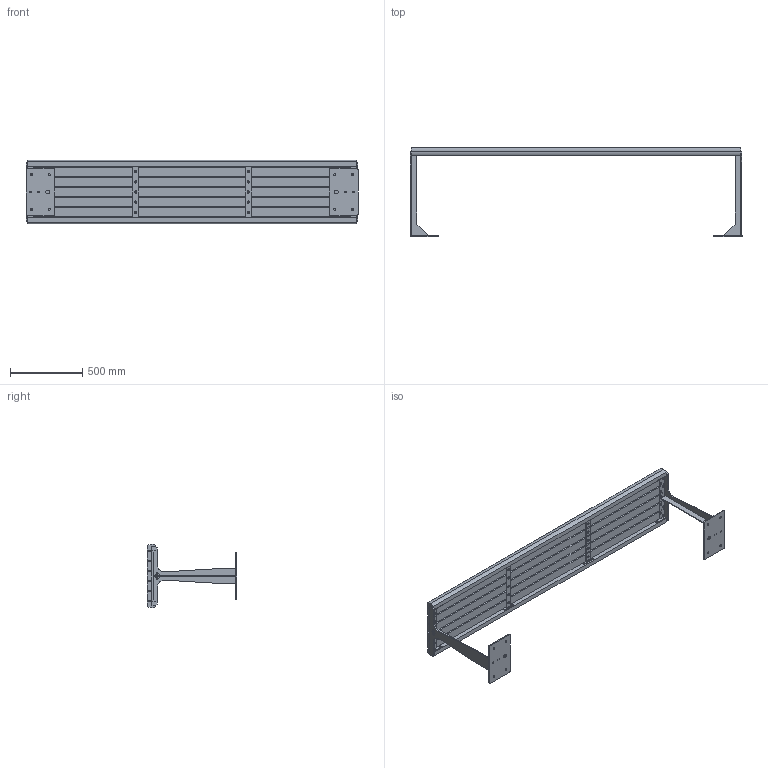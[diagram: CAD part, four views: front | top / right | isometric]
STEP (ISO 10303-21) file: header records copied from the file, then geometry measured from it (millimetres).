
FILE_DESCRIPTION (( 'STEP AP203' ), '1' );
FILE_NAME ('GRBE_2300S.STEP', '2021-03-04T07:14:44', ( '' ), ( '' ), 'SwSTEP 2.0', 'SolidWorks 2020', '' );
FILE_SCHEMA (( 'CONFIG_CONTROL_DESIGN' ));
Length unit declared in the file: millimetre
Products named in the file (16): GRBE-2300 Seat Reinf S; GRBE-2300 Seat Reinf L; GRBE-2300 Seat Reinf R; GRBE Seat Reinf MEnd; GRBE-2300 Leg Reinf S; GRBE Seat Reinf MS; GRBE_Wood_2_2300; GRBE-2300 Ground plate S; GRBE Base Reinf Middle S; GRBE_Wood_3_2300; FURNS Brandtag sticker; GRBE-2300 Base S; GRBE_2300S; GRBE-2300 Leg S
Assembly tree (30 placements, depth 3):
  GRBE_2300S
    GRBE-2300 Base S
      GRBE-2300 Leg S
      GRBE-2300 Seat Reinf S
      GRBE-2300 Leg Reinf S
      GRBE-2300 Seat Reinf R
      GRBE-2300 Seat Reinf L
      GRBE-2300 Ground plate S
    GRBE Base Reinf Middle S
      GRBE Seat Reinf MS
      GRBE Seat Reinf MEnd  x2
    GRBE-2300 Base S
      GRBE-2300 Leg S
      GRBE-2300 Seat Reinf S
      GRBE-2300 Leg Reinf S
      GRBE-2300 Seat Reinf R
      GRBE-2300 Seat Reinf L
      GRBE-2300 Ground plate S
    GRBE Base Reinf Middle S
      GRBE Seat Reinf MS
      GRBE Seat Reinf MEnd  x2
    GRBE_Wood_3_2300  x2
    GRBE_Wood_2_2300  x5
    FURNS Brandtag sticker
Bounding box: 2300.15 x 620 x 440 mm (x, y, z)
Volume: 40236135.8 mm3; surface area: 4031702.5 mm2
Topology: 26 solids, 26 shells, 925 faces, 2467 edges, 1614 vertices
Faces by surface type: plane 542, cylinder 205, cone 92, bspline 86
Entity records: 21270 total; most frequent: CARTESIAN_POINT 4505, ORIENTED_EDGE 3192, DIRECTION 2730, EDGE_CURVE 1596, LINE 1196, VECTOR 1196, VERTEX_POINT 1050, AXIS2_PLACEMENT_3D 767
